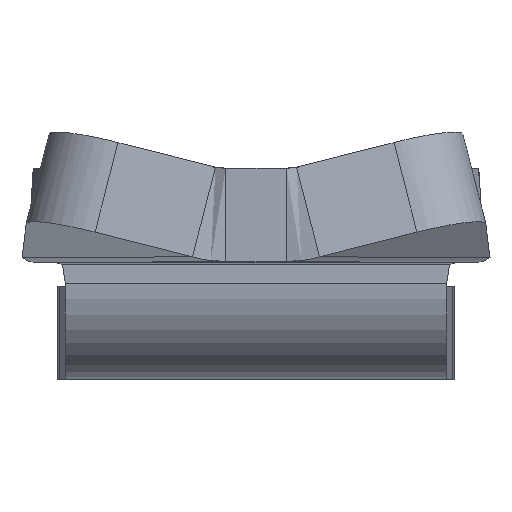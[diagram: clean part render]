
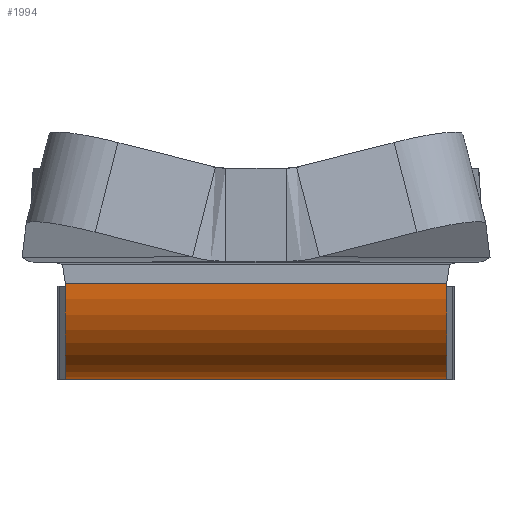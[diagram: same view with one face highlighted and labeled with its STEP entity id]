
A CAD part, top view. The second image highlights one B-rep face of the part: STEP entity #1994.
In plain terms, the highlighted cylindrical face has radius 4.1 mm (diameter 8.2 mm), a partial arc.
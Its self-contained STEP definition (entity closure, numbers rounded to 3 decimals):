
#206 = CARTESIAN_POINT ( 'NONE',  ( 0., 0.099, 16. ) ) ;
#395 = EDGE_CURVE ( 'NONE', #2976, #3377, #1604, .T. ) ;
#416 = FACE_OUTER_BOUND ( 'NONE', #807, .T. ) ;
#438 = CARTESIAN_POINT ( 'NONE',  ( 17.149, -4., 11.9 ) ) ;
#522 = CARTESIAN_POINT ( 'NONE',  ( -8.163, -4., 11.965 ) ) ;
#605 = ORIENTED_EDGE ( 'NONE', *, *, #3725, .T. ) ;
#807 = EDGE_LOOP ( 'NONE', ( #3114, #1532, #2456, #605, #1400, #4100 ) ) ;
#856 = CARTESIAN_POINT ( 'NONE',  ( 8.163, -4., 11.965 ) ) ;
#873 = CARTESIAN_POINT ( 'NONE',  ( -8.158, -4., 11.9 ) ) ;
#969 = AXIS2_PLACEMENT_3D ( 'NONE', #4231, #2831, #2899 ) ;
#978 = AXIS2_PLACEMENT_3D ( 'NONE', #1445, #3519, #4171 ) ;
#1056 = EDGE_CURVE ( 'NONE', #2531, #3916, #3411, .T. ) ;
#1077 = DIRECTION ( 'NONE',  ( 1., 0., 0. ) ) ;
#1123 = CYLINDRICAL_SURFACE ( 'NONE', #969, 4.1 ) ;
#1141 = CARTESIAN_POINT ( 'NONE',  ( -8.173, 0.099, 16. ) ) ;
#1195 = EDGE_CURVE ( 'NONE', #2976, #3916, #4186, .T. ) ;
#1400 = ORIENTED_EDGE ( 'NONE', *, *, #4301, .T. ) ;
#1445 = CARTESIAN_POINT ( 'NONE',  ( 8.173, 0.1, 11.9 ) ) ;
#1487 = VECTOR ( 'NONE', #2961, 1000. ) ;
#1523 = CARTESIAN_POINT ( 'NONE',  ( 8.173, 0.099, 16. ) ) ;
#1532 = ORIENTED_EDGE ( 'NONE', *, *, #1195, .T. ) ;
#1536 = DIRECTION ( 'NONE',  ( 1., 0., 0. ) ) ;
#1569 = CARTESIAN_POINT ( 'NONE',  ( -8.158, -4., 11.9 ) ) ;
#1604 = B_SPLINE_CURVE_WITH_KNOTS ( 'NONE', 3,
 ( #1569, #522, #2278, #3005 ),
 .UNSPECIFIED., .F., .F.,
 ( 4, 4 ),
 ( 0., 1. ),
 .UNSPECIFIED. ) ;
#1767 = CIRCLE ( 'NONE', #2697, 4.1 ) ;
#1994 = ADVANCED_FACE ( 'NONE', ( #416 ), #1123, .T. ) ;
#2010 = CARTESIAN_POINT ( 'NONE',  ( -8.173, -3.995, 12.095 ) ) ;
#2278 = CARTESIAN_POINT ( 'NONE',  ( -8.168, -3.998, 12.03 ) ) ;
#2456 = ORIENTED_EDGE ( 'NONE', *, *, #1056, .F. ) ;
#2482 = CARTESIAN_POINT ( 'NONE',  ( 8.173, -3.995, 12.095 ) ) ;
#2531 = VERTEX_POINT ( 'NONE', #2482 ) ;
#2666 = LINE ( 'NONE', #206, #1487 ) ;
#2697 = AXIS2_PLACEMENT_3D ( 'NONE', #3969, #1536, #2906 ) ;
#2741 = CARTESIAN_POINT ( 'NONE',  ( 8.158, -4., 11.9 ) ) ;
#2831 = DIRECTION ( 'NONE',  ( -1., 0., 0. ) ) ;
#2899 = DIRECTION ( 'NONE',  ( 0., 0., 1. ) ) ;
#2906 = DIRECTION ( 'NONE',  ( 0., 0., 1. ) ) ;
#2921 = CIRCLE ( 'NONE', #978, 4.1 ) ;
#2956 = EDGE_CURVE ( 'NONE', #3091, #3377, #1767, .T. ) ;
#2961 = DIRECTION ( 'NONE',  ( -1., 0., 0. ) ) ;
#2976 = VERTEX_POINT ( 'NONE', #873 ) ;
#3005 = CARTESIAN_POINT ( 'NONE',  ( -8.173, -3.995, 12.095 ) ) ;
#3091 = VERTEX_POINT ( 'NONE', #1141 ) ;
#3114 = ORIENTED_EDGE ( 'NONE', *, *, #395, .F. ) ;
#3377 = VERTEX_POINT ( 'NONE', #2010 ) ;
#3411 = B_SPLINE_CURVE_WITH_KNOTS ( 'NONE', 3,
 ( #4277, #3950, #856, #4318 ),
 .UNSPECIFIED., .F., .F.,
 ( 4, 4 ),
 ( 0., 1. ),
 .UNSPECIFIED. ) ;
#3519 = DIRECTION ( 'NONE',  ( -1., 0., 0. ) ) ;
#3552 = VERTEX_POINT ( 'NONE', #1523 ) ;
#3725 = EDGE_CURVE ( 'NONE', #2531, #3552, #2921, .T. ) ;
#3916 = VERTEX_POINT ( 'NONE', #2741 ) ;
#3950 = CARTESIAN_POINT ( 'NONE',  ( 8.168, -3.998, 12.03 ) ) ;
#3969 = CARTESIAN_POINT ( 'NONE',  ( -8.173, 0.1, 11.9 ) ) ;
#4066 = VECTOR ( 'NONE', #1077, 1000. ) ;
#4100 = ORIENTED_EDGE ( 'NONE', *, *, #2956, .T. ) ;
#4171 = DIRECTION ( 'NONE',  ( 0., 0., -1. ) ) ;
#4186 = LINE ( 'NONE', #438, #4066 ) ;
#4231 = CARTESIAN_POINT ( 'NONE',  ( 17.149, 0.1, 11.9 ) ) ;
#4277 = CARTESIAN_POINT ( 'NONE',  ( 8.173, -3.995, 12.095 ) ) ;
#4301 = EDGE_CURVE ( 'NONE', #3552, #3091, #2666, .T. ) ;
#4318 = CARTESIAN_POINT ( 'NONE',  ( 8.158, -4., 11.9 ) ) ;
